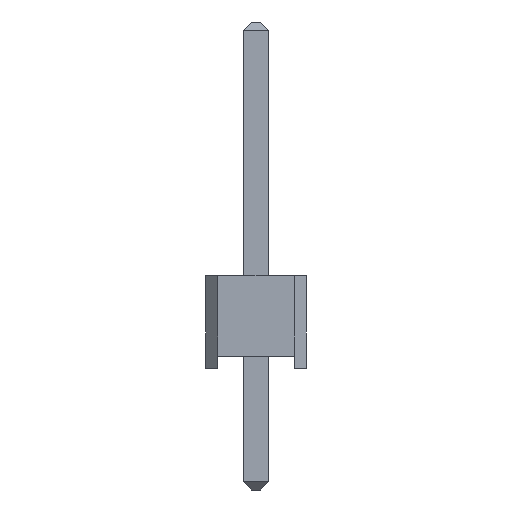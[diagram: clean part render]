
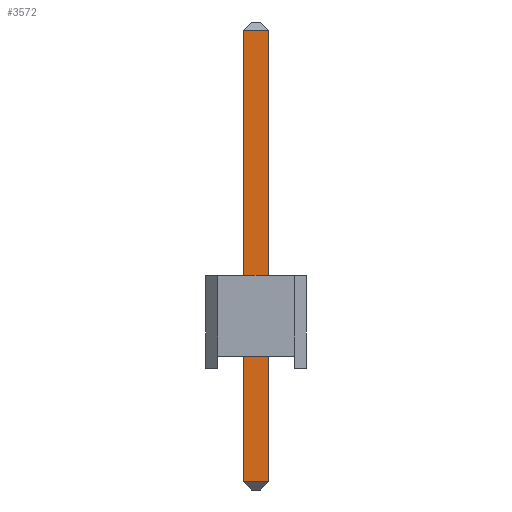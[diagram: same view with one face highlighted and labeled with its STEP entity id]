
A CAD part, left-side view. The second image highlights one B-rep face of the part: STEP entity #3572.
In plain terms, the highlighted planar face has unit normal (-1, 0, 0).
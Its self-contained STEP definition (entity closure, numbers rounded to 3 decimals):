
#3219 = PLANE('',#3220);
#3220 = AXIS2_PLACEMENT_3D('',#3221,#3222,#3223);
#3221 = CARTESIAN_POINT('',(-0.32,0.32,-3.));
#3222 = DIRECTION('',(-0.,1.,0.));
#3223 = DIRECTION('',(0.,0.,1.));
#3244 = VERTEX_POINT('',#3245);
#3245 = CARTESIAN_POINT('',(-0.32,0.32,-2.8));
#3271 = EDGE_CURVE('',#3244,#3272,#3274,.T.);
#3272 = VERTEX_POINT('',#3273);
#3273 = CARTESIAN_POINT('',(-0.32,0.32,8.34));
#3274 = SURFACE_CURVE('',#3275,(#3279,#3286),.PCURVE_S1.);
#3275 = LINE('',#3276,#3277);
#3276 = CARTESIAN_POINT('',(-0.32,0.32,-3.));
#3277 = VECTOR('',#3278,1.);
#3278 = DIRECTION('',(0.,-0.,1.));
#3279 = PCURVE('',#3219,#3280);
#3280 = DEFINITIONAL_REPRESENTATION('',(#3281),#3285);
#3281 = LINE('',#3282,#3283);
#3282 = CARTESIAN_POINT('',(0.,0.));
#3283 = VECTOR('',#3284,1.);
#3284 = DIRECTION('',(1.,0.));
#3285 = ( GEOMETRIC_REPRESENTATION_CONTEXT(2) 
PARAMETRIC_REPRESENTATION_CONTEXT() REPRESENTATION_CONTEXT('2D SPACE',''
  ) );
#3286 = PCURVE('',#3287,#3292);
#3287 = PLANE('',#3288);
#3288 = AXIS2_PLACEMENT_3D('',#3289,#3290,#3291);
#3289 = CARTESIAN_POINT('',(-0.32,-0.32,-3.));
#3290 = DIRECTION('',(-1.,0.,0.));
#3291 = DIRECTION('',(0.,0.,1.));
#3292 = DEFINITIONAL_REPRESENTATION('',(#3293),#3297);
#3293 = LINE('',#3294,#3295);
#3294 = CARTESIAN_POINT('',(0.,0.64));
#3295 = VECTOR('',#3296,1.);
#3296 = DIRECTION('',(1.,0.));
#3297 = ( GEOMETRIC_REPRESENTATION_CONTEXT(2) 
PARAMETRIC_REPRESENTATION_CONTEXT() REPRESENTATION_CONTEXT('2D SPACE',''
  ) );
#3399 = PLANE('',#3400);
#3400 = AXIS2_PLACEMENT_3D('',#3401,#3402,#3403);
#3401 = CARTESIAN_POINT('',(-0.22,-0.32,-2.9));
#3402 = DIRECTION('',(0.707,0.,0.707));
#3403 = DIRECTION('',(0.707,0.,-0.707));
#3432 = PLANE('',#3433);
#3433 = AXIS2_PLACEMENT_3D('',#3434,#3435,#3436);
#3434 = CARTESIAN_POINT('',(0.32,-0.32,-3.));
#3435 = DIRECTION('',(0.,-1.,0.));
#3436 = DIRECTION('',(0.,-0.,-1.));
#3512 = PLANE('',#3513);
#3513 = AXIS2_PLACEMENT_3D('',#3514,#3515,#3516);
#3514 = CARTESIAN_POINT('',(-0.22,-0.32,8.44));
#3515 = DIRECTION('',(-0.707,0.,0.707));
#3516 = DIRECTION('',(0.707,0.,0.707));
#3572 = ADVANCED_FACE('',(#3573),#3287,.T.);
#3573 = FACE_BOUND('',#3574,.T.);
#3574 = EDGE_LOOP('',(#3575,#3576,#3599,#3622));
#3575 = ORIENTED_EDGE('',*,*,#3271,.F.);
#3576 = ORIENTED_EDGE('',*,*,#3577,.T.);
#3577 = EDGE_CURVE('',#3244,#3578,#3580,.T.);
#3578 = VERTEX_POINT('',#3579);
#3579 = CARTESIAN_POINT('',(-0.32,-0.32,-2.8));
#3580 = SURFACE_CURVE('',#3581,(#3585,#3592),.PCURVE_S1.);
#3581 = LINE('',#3582,#3583);
#3582 = CARTESIAN_POINT('',(-0.32,-0.32,-2.8));
#3583 = VECTOR('',#3584,1.);
#3584 = DIRECTION('',(-0.,-1.,0.));
#3585 = PCURVE('',#3287,#3586);
#3586 = DEFINITIONAL_REPRESENTATION('',(#3587),#3591);
#3587 = LINE('',#3588,#3589);
#3588 = CARTESIAN_POINT('',(0.2,0.));
#3589 = VECTOR('',#3590,1.);
#3590 = DIRECTION('',(0.,-1.));
#3591 = ( GEOMETRIC_REPRESENTATION_CONTEXT(2) 
PARAMETRIC_REPRESENTATION_CONTEXT() REPRESENTATION_CONTEXT('2D SPACE',''
  ) );
#3592 = PCURVE('',#3399,#3593);
#3593 = DEFINITIONAL_REPRESENTATION('',(#3594),#3598);
#3594 = LINE('',#3595,#3596);
#3595 = CARTESIAN_POINT('',(-0.141,0.));
#3596 = VECTOR('',#3597,1.);
#3597 = DIRECTION('',(-0.,-1.));
#3598 = ( GEOMETRIC_REPRESENTATION_CONTEXT(2) 
PARAMETRIC_REPRESENTATION_CONTEXT() REPRESENTATION_CONTEXT('2D SPACE',''
  ) );
#3599 = ORIENTED_EDGE('',*,*,#3600,.T.);
#3600 = EDGE_CURVE('',#3578,#3601,#3603,.T.);
#3601 = VERTEX_POINT('',#3602);
#3602 = CARTESIAN_POINT('',(-0.32,-0.32,8.34));
#3603 = SURFACE_CURVE('',#3604,(#3608,#3615),.PCURVE_S1.);
#3604 = LINE('',#3605,#3606);
#3605 = CARTESIAN_POINT('',(-0.32,-0.32,-3.));
#3606 = VECTOR('',#3607,1.);
#3607 = DIRECTION('',(0.,0.,1.));
#3608 = PCURVE('',#3287,#3609);
#3609 = DEFINITIONAL_REPRESENTATION('',(#3610),#3614);
#3610 = LINE('',#3611,#3612);
#3611 = CARTESIAN_POINT('',(0.,0.));
#3612 = VECTOR('',#3613,1.);
#3613 = DIRECTION('',(1.,0.));
#3614 = ( GEOMETRIC_REPRESENTATION_CONTEXT(2) 
PARAMETRIC_REPRESENTATION_CONTEXT() REPRESENTATION_CONTEXT('2D SPACE',''
  ) );
#3615 = PCURVE('',#3432,#3616);
#3616 = DEFINITIONAL_REPRESENTATION('',(#3617),#3621);
#3617 = LINE('',#3618,#3619);
#3618 = CARTESIAN_POINT('',(-0.,-0.64));
#3619 = VECTOR('',#3620,1.);
#3620 = DIRECTION('',(-1.,0.));
#3621 = ( GEOMETRIC_REPRESENTATION_CONTEXT(2) 
PARAMETRIC_REPRESENTATION_CONTEXT() REPRESENTATION_CONTEXT('2D SPACE',''
  ) );
#3622 = ORIENTED_EDGE('',*,*,#3623,.T.);
#3623 = EDGE_CURVE('',#3601,#3272,#3624,.T.);
#3624 = SURFACE_CURVE('',#3625,(#3629,#3636),.PCURVE_S1.);
#3625 = LINE('',#3626,#3627);
#3626 = CARTESIAN_POINT('',(-0.32,-0.32,8.34));
#3627 = VECTOR('',#3628,1.);
#3628 = DIRECTION('',(0.,1.,-0.));
#3629 = PCURVE('',#3287,#3630);
#3630 = DEFINITIONAL_REPRESENTATION('',(#3631),#3635);
#3631 = LINE('',#3632,#3633);
#3632 = CARTESIAN_POINT('',(11.34,0.));
#3633 = VECTOR('',#3634,1.);
#3634 = DIRECTION('',(0.,1.));
#3635 = ( GEOMETRIC_REPRESENTATION_CONTEXT(2) 
PARAMETRIC_REPRESENTATION_CONTEXT() REPRESENTATION_CONTEXT('2D SPACE',''
  ) );
#3636 = PCURVE('',#3512,#3637);
#3637 = DEFINITIONAL_REPRESENTATION('',(#3638),#3642);
#3638 = LINE('',#3639,#3640);
#3639 = CARTESIAN_POINT('',(-0.141,0.));
#3640 = VECTOR('',#3641,1.);
#3641 = DIRECTION('',(0.,1.));
#3642 = ( GEOMETRIC_REPRESENTATION_CONTEXT(2) 
PARAMETRIC_REPRESENTATION_CONTEXT() REPRESENTATION_CONTEXT('2D SPACE',''
  ) );
